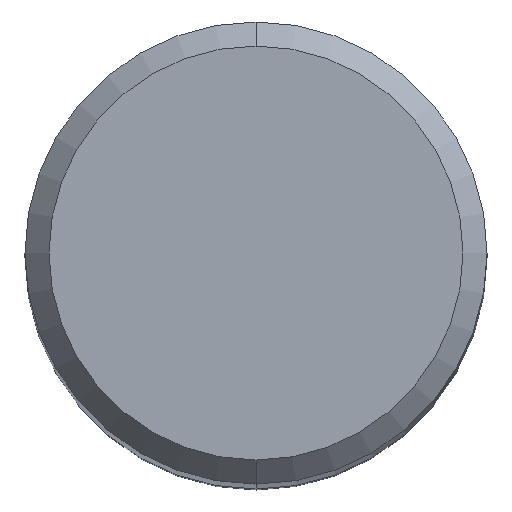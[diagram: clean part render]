
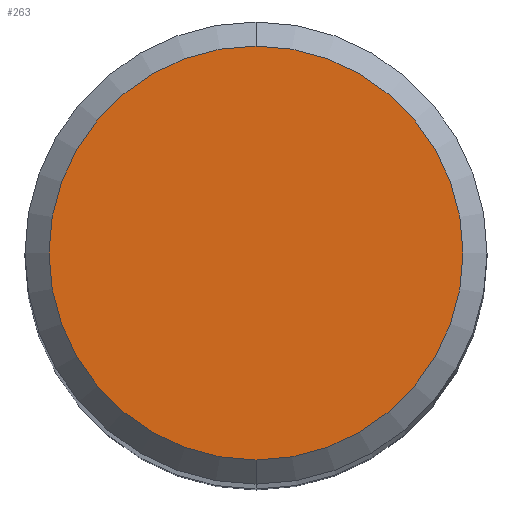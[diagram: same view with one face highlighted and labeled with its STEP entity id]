
A CAD part, top view. The second image highlights one B-rep face of the part: STEP entity #263.
In plain terms, the highlighted planar face has unit normal (0, 0, 1).
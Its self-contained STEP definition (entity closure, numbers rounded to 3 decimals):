
#145=EDGE_CURVE('',#193,#175,#377,.T.);
#175=VERTEX_POINT('',#410);
#193=VERTEX_POINT('',#431);
#247=EDGE_CURVE('',#175,#193,#491,.T.);
#263=ADVANCED_FACE('',(#508),#509,.T.);
#377=CIRCLE('',#630,4.3);
#410=CARTESIAN_POINT('',(0.0,4.3,0.0));
#431=CARTESIAN_POINT('',(0.,-4.3,0.0));
#491=CIRCLE('',#773,4.3);
#508=FACE_OUTER_BOUND('',#799,.T.);
#509=PLANE('',#800);
#630=AXIS2_PLACEMENT_3D('',#941,#942,#943);
#773=AXIS2_PLACEMENT_3D('',#1073,#1074,#1075);
#799=EDGE_LOOP('',(#1092,#1093));
#800=AXIS2_PLACEMENT_3D('',#1094,#1095,#1096);
#941=CARTESIAN_POINT('',(0.0,0.0,0.0));
#942=DIRECTION('',(0.0,0.0,-1.0));
#943=DIRECTION('',(0.0,1.0,0.0));
#1073=CARTESIAN_POINT('',(0.0,0.0,0.0));
#1074=DIRECTION('',(0.0,0.0,-1.0));
#1075=DIRECTION('',(0.0,1.0,0.0));
#1092=ORIENTED_EDGE('',*,*,#247,.F.);
#1093=ORIENTED_EDGE('',*,*,#145,.F.);
#1094=CARTESIAN_POINT('',(0.0,2.15,0.0));
#1095=DIRECTION('',(-0.0,0.0,1.0));
#1096=DIRECTION('',(0.0,-1.0,0.0));
